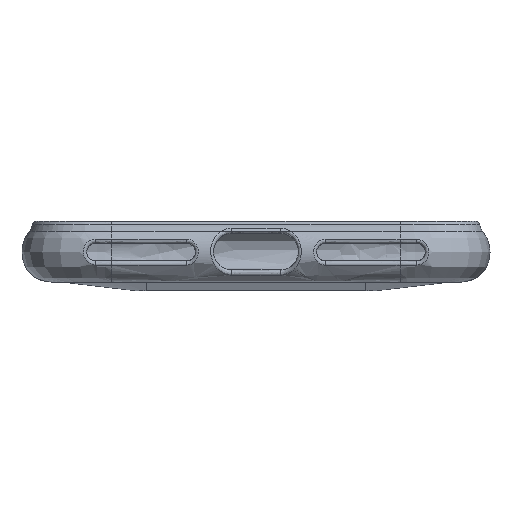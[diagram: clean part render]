
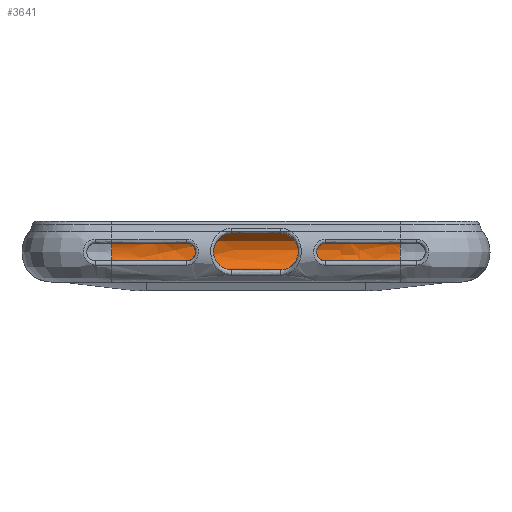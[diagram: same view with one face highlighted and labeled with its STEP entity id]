
A CAD part, front view. The second image highlights one B-rep face of the part: STEP entity #3641.
In plain terms, the highlighted free-form (B-spline) face has degree [3, 1] with [11, 2] control points.
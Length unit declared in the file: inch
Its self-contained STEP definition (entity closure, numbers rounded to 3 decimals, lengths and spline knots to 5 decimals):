
#362=FACE_OUTER_BOUND('',#536,.T.);
#536=EDGE_LOOP('',(#3300,#3301,#3302,#3303,#3304,#3305,#3306,#3307));
#586=LINE('',#7668,#735);
#691=LINE('',#14758,#840);
#692=LINE('',#14760,#841);
#735=VECTOR('',#3949,0.3937);
#840=VECTOR('',#4356,0.3937);
#841=VECTOR('',#4357,0.3937);
#948=B_SPLINE_CURVE_WITH_KNOTS('',3,(#8290,#8291,#8292,#8293),
 .UNSPECIFIED.,.F.,.F.,(4,4),(-0.18253,-0.04999),
 .UNSPECIFIED.);
#949=B_SPLINE_CURVE_WITH_KNOTS('',3,(#8298,#8299,#8300,#8301,#8302,#8303,
#8304,#8305,#8306,#8307),.UNSPECIFIED.,.F.,.F.,(4,3,3,4),(-0.19055,
-0.14393,-0.05992,0.),.UNSPECIFIED.);
#951=B_SPLINE_CURVE_WITH_KNOTS('',3,(#8316,#8317,#8318,#8319),
 .UNSPECIFIED.,.F.,.F.,(4,4),(-0.68362,0.),.UNSPECIFIED.);
#1188=B_SPLINE_CURVE_WITH_KNOTS('',3,(#14746,#14747,#14748,#14749,#14750,
#14751,#14752,#14753,#14754,#14755,#14756),.UNSPECIFIED.,.F.,.F.,(4,1,1,
1,1,1,1,1,4),(0.13769,0.13797,0.17357,0.23177,
0.32167,0.41157,0.46977,0.50537,
0.61261),.UNSPECIFIED.);
#1189=B_SPLINE_CURVE_WITH_KNOTS('',3,(#14761,#14762,#14763,#14764,#14765,
#14766,#14767,#14768,#14769,#14770,#14771),.UNSPECIFIED.,.F.,.F.,(4,1,1,
1,1,1,1,1,4),(0.13769,0.13797,0.17357,0.23177,
0.32167,0.41157,0.46977,0.50537,
0.64334),.UNSPECIFIED.);
#1300=VERTEX_POINT('',#7665);
#1301=VERTEX_POINT('',#7667);
#1383=VERTEX_POINT('',#8288);
#1384=VERTEX_POINT('',#8296);
#1386=VERTEX_POINT('',#8311);
#1616=VERTEX_POINT('',#14745);
#1617=VERTEX_POINT('',#14757);
#1618=VERTEX_POINT('',#14759);
#1754=EDGE_CURVE('',#1301,#1300,#586,.T.);
#1880=EDGE_CURVE('',#1300,#1383,#948,.T.);
#1883=EDGE_CURVE('',#1383,#1384,#949,.T.);
#1886=EDGE_CURVE('',#1384,#1386,#951,.T.);
#2197=EDGE_CURVE('',#1616,#1386,#1188,.T.);
#2198=EDGE_CURVE('',#1617,#1616,#691,.T.);
#2199=EDGE_CURVE('',#1618,#1617,#692,.T.);
#2200=EDGE_CURVE('',#1618,#1301,#1189,.T.);
#3300=ORIENTED_EDGE('',*,*,#1880,.T.);
#3301=ORIENTED_EDGE('',*,*,#1883,.T.);
#3302=ORIENTED_EDGE('',*,*,#1886,.T.);
#3303=ORIENTED_EDGE('',*,*,#2197,.F.);
#3304=ORIENTED_EDGE('',*,*,#2198,.F.);
#3305=ORIENTED_EDGE('',*,*,#2199,.F.);
#3306=ORIENTED_EDGE('',*,*,#2200,.T.);
#3307=ORIENTED_EDGE('',*,*,#1754,.T.);
#3479=B_SPLINE_SURFACE_WITH_KNOTS('',3,1,((#14723,#14724),(#14725,#14726),
(#14727,#14728),(#14729,#14730),(#14731,#14732),(#14733,#14734),(#14735,
#14736),(#14737,#14738),(#14739,#14740),(#14741,#14742),(#14743,#14744)),
 .UNSPECIFIED.,.F.,.F.,.F.,(4,1,1,1,1,1,1,1,4),(2,2),(0.13769,
0.13797,0.17357,0.23177,0.32167,
0.41157,0.46977,0.50537,0.64334),
(-0.63124,4.37199),.UNSPECIFIED.);
#3641=ADVANCED_FACE('',(#362),#3479,.T.);
#3949=DIRECTION('',(1.,0.,0.));
#4356=DIRECTION('',(1.,0.,0.));
#4357=DIRECTION('',(1.,0.,0.));
#7665=CARTESIAN_POINT('',(2.12583,-0.55312,-0.07261));
#7667=CARTESIAN_POINT('',(0.54811,-0.55311,-0.07261));
#7668=CARTESIAN_POINT('',(0.54936,-0.55312,-0.07261));
#8288=CARTESIAN_POINT('',(2.17599,-0.53861,-0.07248));
#8290=CARTESIAN_POINT('Ctrl Pts',(2.12583,-0.55312,-0.07261));
#8291=CARTESIAN_POINT('Ctrl Pts',(2.14255,-0.54828,-0.07262));
#8292=CARTESIAN_POINT('Ctrl Pts',(2.15927,-0.54344,-0.07259));
#8293=CARTESIAN_POINT('Ctrl Pts',(2.17599,-0.53861,-0.07248));
#8296=CARTESIAN_POINT('',(2.25,-0.52812,-0.07214));
#8298=CARTESIAN_POINT('Ctrl Pts',(2.17599,-0.53861,-0.07248));
#8299=CARTESIAN_POINT('Ctrl Pts',(2.18186,-0.53691,-0.07245));
#8300=CARTESIAN_POINT('Ctrl Pts',(2.1878,-0.53541,-0.07241));
#8301=CARTESIAN_POINT('Ctrl Pts',(2.19378,-0.53412,-0.07237));
#8302=CARTESIAN_POINT('Ctrl Pts',(2.20455,-0.53179,-0.0723));
#8303=CARTESIAN_POINT('Ctrl Pts',(2.21546,-0.53014,-0.07223));
#8304=CARTESIAN_POINT('Ctrl Pts',(2.22645,-0.52916,-0.07219));
#8305=CARTESIAN_POINT('Ctrl Pts',(2.23428,-0.52847,-0.07216));
#8306=CARTESIAN_POINT('Ctrl Pts',(2.24214,-0.52812,-0.07214));
#8307=CARTESIAN_POINT('Ctrl Pts',(2.25,-0.52812,-0.07214));
#8311=CARTESIAN_POINT('',(2.51914,-0.52812,-0.07214));
#8316=CARTESIAN_POINT('Ctrl Pts',(2.25,-0.52812,-0.07214));
#8317=CARTESIAN_POINT('Ctrl Pts',(2.33971,-0.52812,-0.07214));
#8318=CARTESIAN_POINT('Ctrl Pts',(2.42943,-0.52812,-0.07214));
#8319=CARTESIAN_POINT('Ctrl Pts',(2.51914,-0.52812,-0.07214));
#14723=CARTESIAN_POINT('Ctrl Pts',(0.54936,-0.44465,
0.19482));
#14724=CARTESIAN_POINT('Ctrl Pts',(2.51914,-0.44465,
0.19482));
#14725=CARTESIAN_POINT('Ctrl Pts',(0.54936,-0.44459,
0.19479));
#14726=CARTESIAN_POINT('Ctrl Pts',(2.51914,-0.44459,
0.19479));
#14727=CARTESIAN_POINT('Ctrl Pts',(0.54936,-0.4362,
0.1902));
#14728=CARTESIAN_POINT('Ctrl Pts',(2.51914,-0.4362,0.1902));
#14729=CARTESIAN_POINT('Ctrl Pts',(0.54936,-0.41551,
0.17547));
#14730=CARTESIAN_POINT('Ctrl Pts',(2.51914,-0.41551,
0.17547));
#14731=CARTESIAN_POINT('Ctrl Pts',(0.54936,-0.38528,
0.13548));
#14732=CARTESIAN_POINT('Ctrl Pts',(2.51914,-0.38528,
0.13548));
#14733=CARTESIAN_POINT('Ctrl Pts',(0.54936,-0.37092,
0.07109));
#14734=CARTESIAN_POINT('Ctrl Pts',(2.51914,-0.37092,
0.07109));
#14735=CARTESIAN_POINT('Ctrl Pts',(0.54936,-0.38529,
0.0067));
#14736=CARTESIAN_POINT('Ctrl Pts',(2.51914,-0.38529,
0.0067));
#14737=CARTESIAN_POINT('Ctrl Pts',(0.54936,-0.4155,-0.03328));
#14738=CARTESIAN_POINT('Ctrl Pts',(2.51914,-0.4155,
-0.03328));
#14739=CARTESIAN_POINT('Ctrl Pts',(0.54936,-0.4665,
-0.06957));
#14740=CARTESIAN_POINT('Ctrl Pts',(2.51914,-0.4665,
-0.06957));
#14741=CARTESIAN_POINT('Ctrl Pts',(0.54936,-0.51606,
-0.07269));
#14742=CARTESIAN_POINT('Ctrl Pts',(2.51914,-0.51606,
-0.07269));
#14743=CARTESIAN_POINT('Ctrl Pts',(0.54936,-0.55312,
-0.07261));
#14744=CARTESIAN_POINT('Ctrl Pts',(2.51914,-0.55312,
-0.07261));
#14745=CARTESIAN_POINT('',(2.51914,-0.44465,0.19482));
#14746=CARTESIAN_POINT('Ctrl Pts',(2.51914,-0.44465,
0.19482));
#14747=CARTESIAN_POINT('Ctrl Pts',(2.51914,-0.44459,
0.19479));
#14748=CARTESIAN_POINT('Ctrl Pts',(2.51914,-0.4362,0.1902));
#14749=CARTESIAN_POINT('Ctrl Pts',(2.51914,-0.41551,
0.17547));
#14750=CARTESIAN_POINT('Ctrl Pts',(2.51914,-0.38528,
0.13548));
#14751=CARTESIAN_POINT('Ctrl Pts',(2.51914,-0.37092,
0.07109));
#14752=CARTESIAN_POINT('Ctrl Pts',(2.51914,-0.38529,
0.0067));
#14753=CARTESIAN_POINT('Ctrl Pts',(2.51914,-0.4155,
-0.03328));
#14754=CARTESIAN_POINT('Ctrl Pts',(2.51914,-0.45974,
-0.06476));
#14755=CARTESIAN_POINT('Ctrl Pts',(2.51914,-0.49887,
-0.07083));
#14756=CARTESIAN_POINT('Ctrl Pts',(2.51914,-0.52812,
-0.07214));
#14757=CARTESIAN_POINT('',(0.79788,-0.44465,0.19482));
#14758=CARTESIAN_POINT('',(0.79788,-0.44465,0.19482));
#14759=CARTESIAN_POINT('',(0.54964,-0.44466,0.19482));
#14760=CARTESIAN_POINT('',(0.54936,-0.44465,0.19482));
#14761=CARTESIAN_POINT('Ctrl Pts',(0.54964,-0.44466,
0.19482));
#14762=CARTESIAN_POINT('Ctrl Pts',(0.54964,-0.44459,
0.19479));
#14763=CARTESIAN_POINT('Ctrl Pts',(0.54976,-0.4362,
0.1902));
#14764=CARTESIAN_POINT('Ctrl Pts',(0.55005,-0.41552,
0.17547));
#14765=CARTESIAN_POINT('Ctrl Pts',(0.55048,-0.38529,
0.13548));
#14766=CARTESIAN_POINT('Ctrl Pts',(0.55069,-0.37093,
0.07109));
#14767=CARTESIAN_POINT('Ctrl Pts',(0.55048,-0.38529,
0.0067));
#14768=CARTESIAN_POINT('Ctrl Pts',(0.55005,-0.41551,
-0.03328));
#14769=CARTESIAN_POINT('Ctrl Pts',(0.54933,-0.4665,
-0.06957));
#14770=CARTESIAN_POINT('Ctrl Pts',(0.54863,-0.51606,
-0.07269));
#14771=CARTESIAN_POINT('Ctrl Pts',(0.54811,-0.55311,
-0.07261));
